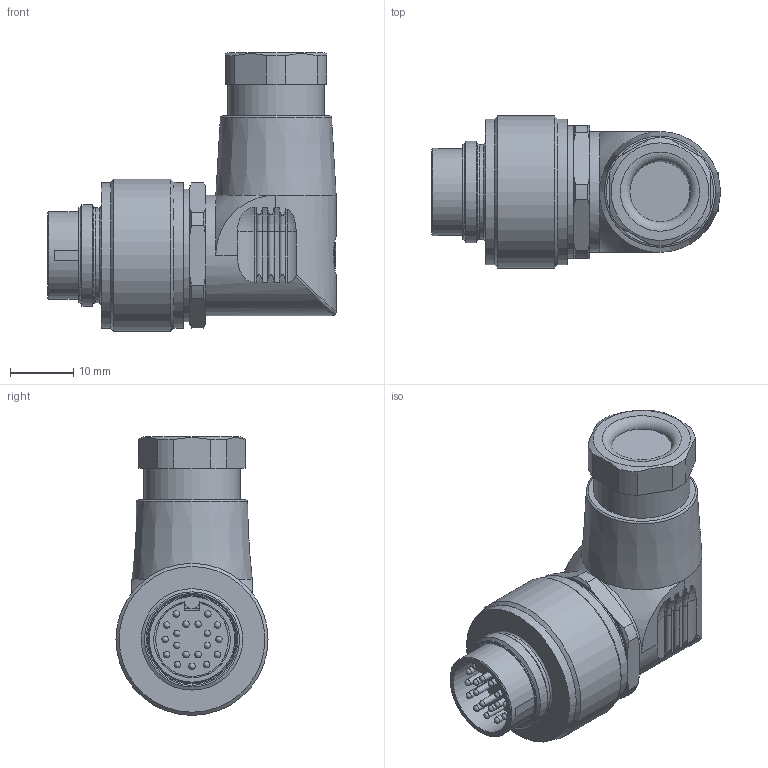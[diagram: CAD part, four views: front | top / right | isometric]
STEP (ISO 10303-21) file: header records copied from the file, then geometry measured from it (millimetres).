
FILE_DESCRIPTION(/* description */ (''),/* implementation_level */ '2;1');
FILE_NAME(/* name */ '99_0461_75_19_001_00_stp.stp',/* time_stamp */ '2011-09-09T12:07:54+02:00',/* author */ (''),/* organization */ (''),/* preprocessor_version */ 'ST-DEVELOPER v11',/* originating_system */ 'UGS - NX 5.0',/* authorisation */ '');
FILE_SCHEMA (('CONFIG_CONTROL_DESIGN'));
Length unit declared in the file: millimetre
Products named in the file (1): sgro436092p9
Bounding box: 45.5 x 24 x 44 mm (x, y, z)
Volume: 18701 mm3; surface area: 6310.3 mm2
Topology: 1 solids, 1 shells, 203 faces, 539 edges, 335 vertices
Faces by surface type: cylinder 74, plane 72, cone 21, sphere 19, torus 14, bspline 3
Full cylindrical faces by diameter (mm): 1 x19, 13.8 x1, 14.1 x1, 15 x2, 15.2 x1, 16 x1, 19 x1, 20.9 x1, 23 x2, 24 x1
Entity records: 7632 total; most frequent: CARTESIAN_POINT 3154, DIRECTION 915, ORIENTED_EDGE 832, EDGE_CURVE 416, AXIS2_PLACEMENT_3D 366, VERTEX_POINT 293, EDGE_LOOP 281, ADVANCED_FACE 203
